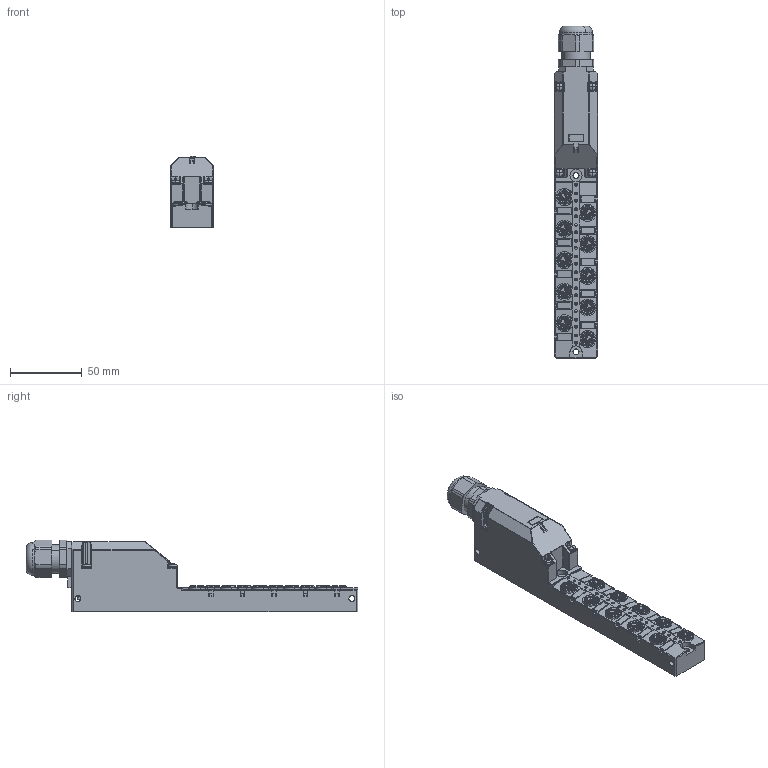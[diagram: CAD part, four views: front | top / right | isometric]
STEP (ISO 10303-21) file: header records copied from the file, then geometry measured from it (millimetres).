
FILE_DESCRIPTION(('CATIA V5 STEP Exchange','CAx-IF Rec.Pracs.--- Model Styling and Organization---1.4--- 2014-01-23'),'2;1');
FILE_NAME ('1352862-2_0', '2022-04-26T10:28:50+00:00', ('none'), ('Weidmueller'), 'CATIA Version 5-6 Release 2016 SP3 HF44', 'CATIA V5 STEP AP214', 'none');
FILE_SCHEMA(('AUTOMOTIVE_DESIGN { 1 0 10303 214 1 1 1 1 }'));
Products named in the file (1): 2819000000
Bounding box: 30 x 231.4 x 50.09 mm (x, y, z)
Volume: 171037.1 mm3; surface area: 47082.8 mm2
Topology: 54 solids, 87 shells, 2314 faces, 5512 edges, 3571 vertices
Faces by surface type: plane 957, cylinder 797, cone 346, torus 112, sphere 90, bspline 12
Entity records: 72476 total; most frequent: CARTESIAN_POINT 22045, ORIENTED_EDGE 10964, DIRECTION 8588, EDGE_CURVE 5482, AXIS2_PLACEMENT_3D 3725, VERTEX_POINT 3571, VECTOR 2732, LINE 2732
